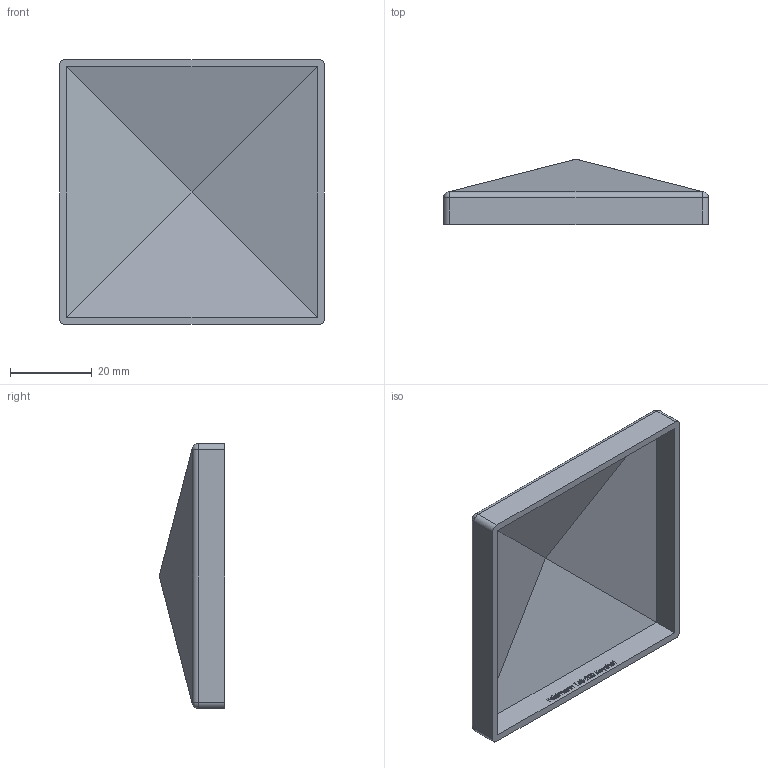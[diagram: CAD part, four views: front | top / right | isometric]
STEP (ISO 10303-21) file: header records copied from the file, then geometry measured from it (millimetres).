
FILE_DESCRIPTION (( 'STEP AP203' ), '1' );
FILE_NAME ('165-60.step', '2019-09-04T06:22:19', ( '' ), ( '' ), 'SwSTEP 2.0', 'SolidWorks 2015', '' );
FILE_SCHEMA (( 'CONFIG_CONTROL_DESIGN' ));
Length unit declared in the file: millimetre
Products named in the file (1): 165-60
Bounding box: 65 x 16 x 65 mm (x, y, z)
Volume: 10516.4 mm3; surface area: 12140.6 mm2
Topology: 1 solids, 1 shells, 322 faces, 841 edges, 548 vertices
Faces by surface type: plane 170, bspline 132, cylinder 12, sphere 8
Entity records: 16586 total; most frequent: CARTESIAN_POINT 9512, ORIENTED_EDGE 1674, DIRECTION 983, EDGE_CURVE 837, VERTEX_POINT 548, LINE 545, VECTOR 545, EDGE_LOOP 353
